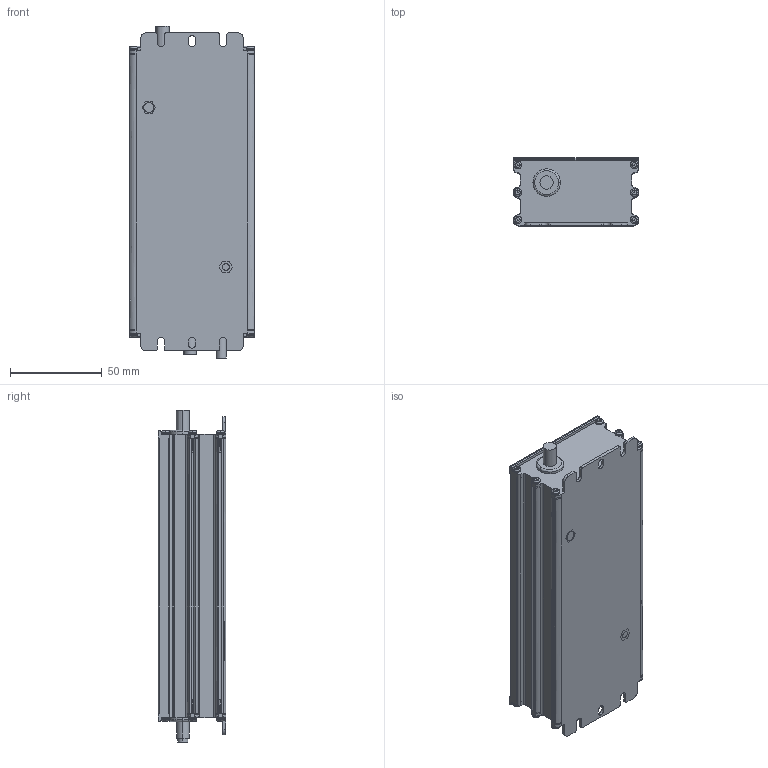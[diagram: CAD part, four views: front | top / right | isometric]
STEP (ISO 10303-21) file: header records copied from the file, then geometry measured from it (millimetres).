
FILE_DESCRIPTION(('Creo Elements/Direct Modeling STEP Export'),'2;1');
FILE_NAME('M89 3 cables.stp','2020-06-26T11:19:34',(''),(''),'PTC Creo Elements/Direct Modeling STEP processor for AP214 (Solid Model)','PTC Creo Elements/Direct Modeling 19.0E 27-Jun-2016 (C) Parametric Technology GmbH','');
FILE_SCHEMA(('AUTOMOTIVE_DESIGN { 1 0 10303 214 1 1 1 1 }'));
Length unit declared in the file: millimetre
Products named in the file (5): Casing; screw; RIVETING; SCREWS; M89_3_cables
Assembly tree (16 placements, depth 3):
  M89_3_cables
    SCREWS
      RIVETING  x2
      screw  x12
    Casing
Bounding box: 68 x 37 x 181.2 mm (x, y, z)
Volume: 880.2 mm3; surface area: 86279.3 mm2
Topology: 14 solids, 18 shells, 997 faces, 2645 edges, 1744 vertices
Faces by surface type: cylinder 446, plane 355, bspline 96, torus 60, extrusion 40
Entity records: 15489 total; most frequent: CARTESIAN_POINT 4227, ORIENTED_EDGE 2460, DIRECTION 2132, EDGE_CURVE 1229, VERTEX_POINT 811, AXIS2_PLACEMENT_3D 728, VECTOR 676, LINE 636
